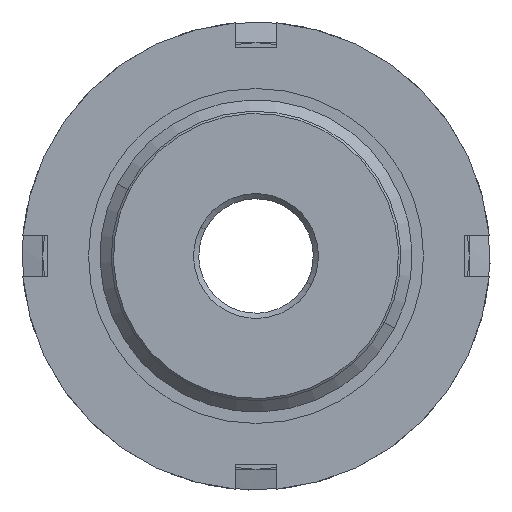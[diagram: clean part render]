
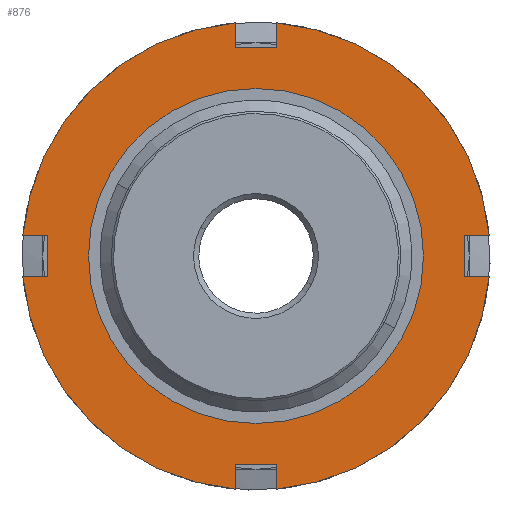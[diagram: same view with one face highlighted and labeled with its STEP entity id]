
A CAD part, front view. The second image highlights one B-rep face of the part: STEP entity #876.
In plain terms, the highlighted planar face has unit normal (0, -1, 0).
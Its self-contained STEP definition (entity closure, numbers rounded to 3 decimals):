
#29 = DIRECTION ( 'NONE',  ( 0., 1., 0. ) ) ;
#50 = VECTOR ( 'NONE', #3460, 1000. ) ;
#75 = VERTEX_POINT ( 'NONE', #3991 ) ;
#101 = VERTEX_POINT ( 'NONE', #2789 ) ;
#104 = FACE_BOUND ( 'NONE', #3313, .T. ) ;
#107 = CIRCLE ( 'NONE', #1540, 22.5 ) ;
#113 = DIRECTION ( 'NONE',  ( -1., 0., 0. ) ) ;
#125 = VERTEX_POINT ( 'NONE', #619 ) ;
#132 = DIRECTION ( 'NONE',  ( 0., 1., 0. ) ) ;
#146 = LINE ( 'NONE', #974, #50 ) ;
#164 = DIRECTION ( 'NONE',  ( 0., 0., 1. ) ) ;
#203 = LINE ( 'NONE', #2962, #1154 ) ;
#258 = DIRECTION ( 'NONE',  ( 0., 0., 1. ) ) ;
#275 = DIRECTION ( 'NONE',  ( 1., 0., 0. ) ) ;
#316 = DIRECTION ( 'NONE',  ( 1., 0., 0. ) ) ;
#327 = EDGE_CURVE ( 'NONE', #1202, #3561, #2117, .T. ) ;
#338 = DIRECTION ( 'NONE',  ( 0., 0., 1. ) ) ;
#346 = LINE ( 'NONE', #2630, #3872 ) ;
#355 = FACE_OUTER_BOUND ( 'NONE', #855, .T. ) ;
#359 = CARTESIAN_POINT ( 'NONE',  ( 0., -37., 0. ) ) ;
#410 = LINE ( 'NONE', #2285, #3352 ) ;
#451 = VECTOR ( 'NONE', #275, 1000. ) ;
#465 = EDGE_CURVE ( 'NONE', #125, #2240, #3110, .T. ) ;
#470 = DIRECTION ( 'NONE',  ( 0., 0., 1. ) ) ;
#492 = CARTESIAN_POINT ( 'NONE',  ( 0., -37., 0. ) ) ;
#545 = AXIS2_PLACEMENT_3D ( 'NONE', #781, #132, #470 ) ;
#584 = LINE ( 'NONE', #3905, #2873 ) ;
#607 = EDGE_CURVE ( 'NONE', #101, #3226, #1715, .T. ) ;
#611 = AXIS2_PLACEMENT_3D ( 'NONE', #732, #3158, #1636 ) ;
#619 = CARTESIAN_POINT ( 'NONE',  ( -22.411, -37., 2. ) ) ;
#650 = CARTESIAN_POINT ( 'NONE',  ( 20., -37., 0. ) ) ;
#669 = ORIENTED_EDGE ( 'NONE', *, *, #1445, .T. ) ;
#681 = DIRECTION ( 'NONE',  ( 1., 0., 0. ) ) ;
#701 = EDGE_CURVE ( 'NONE', #101, #2459, #3011, .T. ) ;
#730 = ORIENTED_EDGE ( 'NONE', *, *, #465, .F. ) ;
#732 = CARTESIAN_POINT ( 'NONE',  ( 0., -37., 0. ) ) ;
#781 = CARTESIAN_POINT ( 'NONE',  ( 0., -37., 0. ) ) ;
#790 = ORIENTED_EDGE ( 'NONE', *, *, #607, .F. ) ;
#855 = EDGE_LOOP ( 'NONE', ( #2954, #790, #1462, #1617, #1926, #1085, #3239, #669, #3467, #3427, #1843, #2027, #3102, #730, #3662, #1375 ) ) ;
#876 = ADVANCED_FACE ( 'NONE', ( #104, #355 ), #3116, .F. ) ;
#909 = EDGE_CURVE ( 'NONE', #2240, #3561, #146, .T. ) ;
#974 = CARTESIAN_POINT ( 'NONE',  ( -2., -37., 0. ) ) ;
#996 = LINE ( 'NONE', #1420, #3733 ) ;
#1000 = CARTESIAN_POINT ( 'NONE',  ( 22.411, -37., 2. ) ) ;
#1007 = DIRECTION ( 'NONE',  ( -1., 0., 0. ) ) ;
#1024 = VERTEX_POINT ( 'NONE', #2643 ) ;
#1048 = LINE ( 'NONE', #650, #1344 ) ;
#1067 = EDGE_CURVE ( 'NONE', #3226, #1476, #410, .T. ) ;
#1085 = ORIENTED_EDGE ( 'NONE', *, *, #3893, .F. ) ;
#1098 = AXIS2_PLACEMENT_3D ( 'NONE', #492, #1116, #164 ) ;
#1116 = DIRECTION ( 'NONE',  ( 0., 1., 0. ) ) ;
#1134 = EDGE_CURVE ( 'NONE', #1024, #2457, #996, .T. ) ;
#1146 = CIRCLE ( 'NONE', #1098, 16.1 ) ;
#1154 = VECTOR ( 'NONE', #2361, 1000. ) ;
#1163 = VECTOR ( 'NONE', #3497, 1000. ) ;
#1202 = VERTEX_POINT ( 'NONE', #2071 ) ;
#1233 = VECTOR ( 'NONE', #258, 1000. ) ;
#1339 = EDGE_CURVE ( 'NONE', #3958, #1882, #2480, .T. ) ;
#1344 = VECTOR ( 'NONE', #1873, 1000. ) ;
#1375 = ORIENTED_EDGE ( 'NONE', *, *, #2048, .T. ) ;
#1420 = CARTESIAN_POINT ( 'NONE',  ( 16.1, -37., -2. ) ) ;
#1445 = EDGE_CURVE ( 'NONE', #2457, #2075, #1048, .T. ) ;
#1462 = ORIENTED_EDGE ( 'NONE', *, *, #701, .T. ) ;
#1476 = VERTEX_POINT ( 'NONE', #2502 ) ;
#1496 = AXIS2_PLACEMENT_3D ( 'NONE', #1763, #3926, #2095 ) ;
#1540 = AXIS2_PLACEMENT_3D ( 'NONE', #2231, #2870, #338 ) ;
#1547 = CARTESIAN_POINT ( 'NONE',  ( 0., -37., -20. ) ) ;
#1578 = CARTESIAN_POINT ( 'NONE',  ( -2., -37., 0. ) ) ;
#1613 = VERTEX_POINT ( 'NONE', #1000 ) ;
#1617 = ORIENTED_EDGE ( 'NONE', *, *, #3076, .T. ) ;
#1636 = DIRECTION ( 'NONE',  ( 0., 0., 1. ) ) ;
#1696 = EDGE_CURVE ( 'NONE', #125, #75, #2880, .T. ) ;
#1715 = CIRCLE ( 'NONE', #2782, 22.5 ) ;
#1758 = VECTOR ( 'NONE', #316, 1000. ) ;
#1763 = CARTESIAN_POINT ( 'NONE',  ( 0., -37., 0. ) ) ;
#1843 = ORIENTED_EDGE ( 'NONE', *, *, #3332, .T. ) ;
#1846 = DIRECTION ( 'NONE',  ( 0., 0., 1. ) ) ;
#1857 = CARTESIAN_POINT ( 'NONE',  ( 0., -37., -16.1 ) ) ;
#1873 = DIRECTION ( 'NONE',  ( 0., 0., 1. ) ) ;
#1882 = VERTEX_POINT ( 'NONE', #3574 ) ;
#1892 = CARTESIAN_POINT ( 'NONE',  ( -2., -37., 22.411 ) ) ;
#1926 = ORIENTED_EDGE ( 'NONE', *, *, #3049, .F. ) ;
#1987 = CARTESIAN_POINT ( 'NONE',  ( 2., -37., 22.411 ) ) ;
#2027 = ORIENTED_EDGE ( 'NONE', *, *, #327, .T. ) ;
#2033 = ORIENTED_EDGE ( 'NONE', *, *, #1339, .T. ) ;
#2048 = EDGE_CURVE ( 'NONE', #75, #1476, #584, .T. ) ;
#2058 = CARTESIAN_POINT ( 'NONE',  ( 20., -37., -2. ) ) ;
#2071 = CARTESIAN_POINT ( 'NONE',  ( 2., -37., 20. ) ) ;
#2075 = VERTEX_POINT ( 'NONE', #2482 ) ;
#2095 = DIRECTION ( 'NONE',  ( 0., 0., 1. ) ) ;
#2117 = LINE ( 'NONE', #2568, #1163 ) ;
#2181 = CARTESIAN_POINT ( 'NONE',  ( -2., -37., 20. ) ) ;
#2231 = CARTESIAN_POINT ( 'NONE',  ( 0., -37., 0. ) ) ;
#2240 = VERTEX_POINT ( 'NONE', #1892 ) ;
#2285 = CARTESIAN_POINT ( 'NONE',  ( 16.1, -37., -2. ) ) ;
#2361 = DIRECTION ( 'NONE',  ( 0., 0., -1. ) ) ;
#2365 = VERTEX_POINT ( 'NONE', #1987 ) ;
#2441 = CIRCLE ( 'NONE', #611, 22.5 ) ;
#2451 = EDGE_CURVE ( 'NONE', #1882, #3958, #1146, .T. ) ;
#2457 = VERTEX_POINT ( 'NONE', #2058 ) ;
#2459 = VERTEX_POINT ( 'NONE', #3568 ) ;
#2480 = CIRCLE ( 'NONE', #1496, 16.1 ) ;
#2482 = CARTESIAN_POINT ( 'NONE',  ( 20., -37., 2. ) ) ;
#2502 = CARTESIAN_POINT ( 'NONE',  ( -20., -37., -2. ) ) ;
#2568 = CARTESIAN_POINT ( 'NONE',  ( 0., -37., 20. ) ) ;
#2630 = CARTESIAN_POINT ( 'NONE',  ( 16.1, -37., 2. ) ) ;
#2635 = CARTESIAN_POINT ( 'NONE',  ( 2., -37., -22.411 ) ) ;
#2643 = CARTESIAN_POINT ( 'NONE',  ( 22.411, -37., -2. ) ) ;
#2713 = DIRECTION ( 'NONE',  ( 0., 0., -1. ) ) ;
#2715 = EDGE_CURVE ( 'NONE', #1613, #2075, #346, .T. ) ;
#2782 = AXIS2_PLACEMENT_3D ( 'NONE', #359, #29, #2830 ) ;
#2789 = CARTESIAN_POINT ( 'NONE',  ( -2., -37., -22.411 ) ) ;
#2810 = AXIS2_PLACEMENT_3D ( 'NONE', #3247, #3975, #3727 ) ;
#2830 = DIRECTION ( 'NONE',  ( 0., 0., 1. ) ) ;
#2835 = CARTESIAN_POINT ( 'NONE',  ( 16.1, -37., 2. ) ) ;
#2843 = CARTESIAN_POINT ( 'NONE',  ( -22.411, -37., -2. ) ) ;
#2870 = DIRECTION ( 'NONE',  ( 0., 1., 0. ) ) ;
#2873 = VECTOR ( 'NONE', #2713, 1000. ) ;
#2874 = LINE ( 'NONE', #3351, #1233 ) ;
#2876 = VECTOR ( 'NONE', #1846, 1000. ) ;
#2880 = LINE ( 'NONE', #2835, #1758 ) ;
#2954 = ORIENTED_EDGE ( 'NONE', *, *, #1067, .F. ) ;
#2962 = CARTESIAN_POINT ( 'NONE',  ( 2., -37., 0. ) ) ;
#3011 = LINE ( 'NONE', #1578, #2876 ) ;
#3049 = EDGE_CURVE ( 'NONE', #3367, #3320, #2874, .T. ) ;
#3076 = EDGE_CURVE ( 'NONE', #2459, #3320, #3579, .T. ) ;
#3100 = ORIENTED_EDGE ( 'NONE', *, *, #2451, .T. ) ;
#3102 = ORIENTED_EDGE ( 'NONE', *, *, #909, .F. ) ;
#3110 = CIRCLE ( 'NONE', #545, 22.5 ) ;
#3116 = PLANE ( 'NONE',  #2810 ) ;
#3158 = DIRECTION ( 'NONE',  ( 0., 1., 0. ) ) ;
#3226 = VERTEX_POINT ( 'NONE', #2843 ) ;
#3239 = ORIENTED_EDGE ( 'NONE', *, *, #1134, .T. ) ;
#3247 = CARTESIAN_POINT ( 'NONE',  ( 16.1, -37., 0. ) ) ;
#3313 = EDGE_LOOP ( 'NONE', ( #3100, #2033 ) ) ;
#3320 = VERTEX_POINT ( 'NONE', #3484 ) ;
#3332 = EDGE_CURVE ( 'NONE', #2365, #1202, #203, .T. ) ;
#3351 = CARTESIAN_POINT ( 'NONE',  ( 2., -37., 0. ) ) ;
#3352 = VECTOR ( 'NONE', #681, 1000. ) ;
#3367 = VERTEX_POINT ( 'NONE', #2635 ) ;
#3427 = ORIENTED_EDGE ( 'NONE', *, *, #3739, .F. ) ;
#3460 = DIRECTION ( 'NONE',  ( 0., 0., -1. ) ) ;
#3467 = ORIENTED_EDGE ( 'NONE', *, *, #2715, .F. ) ;
#3484 = CARTESIAN_POINT ( 'NONE',  ( 2., -37., -20. ) ) ;
#3497 = DIRECTION ( 'NONE',  ( -1., 0., 0. ) ) ;
#3561 = VERTEX_POINT ( 'NONE', #2181 ) ;
#3568 = CARTESIAN_POINT ( 'NONE',  ( -2., -37., -20. ) ) ;
#3574 = CARTESIAN_POINT ( 'NONE',  ( 0., -37., 16.1 ) ) ;
#3579 = LINE ( 'NONE', #1547, #451 ) ;
#3662 = ORIENTED_EDGE ( 'NONE', *, *, #1696, .T. ) ;
#3727 = DIRECTION ( 'NONE',  ( 0., 0., 1. ) ) ;
#3733 = VECTOR ( 'NONE', #1007, 1000. ) ;
#3739 = EDGE_CURVE ( 'NONE', #2365, #1613, #107, .T. ) ;
#3872 = VECTOR ( 'NONE', #113, 1000. ) ;
#3893 = EDGE_CURVE ( 'NONE', #1024, #3367, #2441, .T. ) ;
#3905 = CARTESIAN_POINT ( 'NONE',  ( -20., -37., 0. ) ) ;
#3926 = DIRECTION ( 'NONE',  ( 0., 1., 0. ) ) ;
#3958 = VERTEX_POINT ( 'NONE', #1857 ) ;
#3975 = DIRECTION ( 'NONE',  ( 0., 1., 0. ) ) ;
#3991 = CARTESIAN_POINT ( 'NONE',  ( -20., -37., 2. ) ) ;
